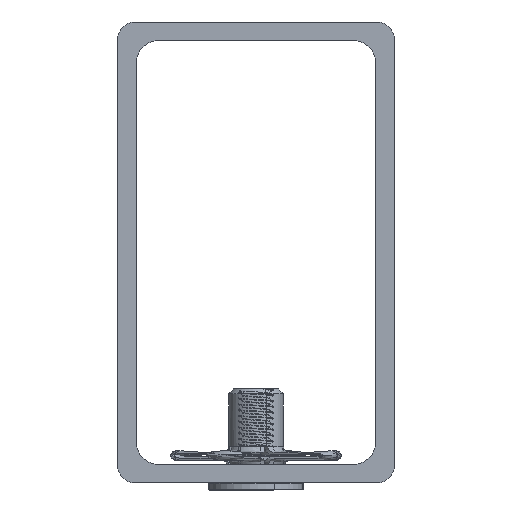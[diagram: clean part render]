
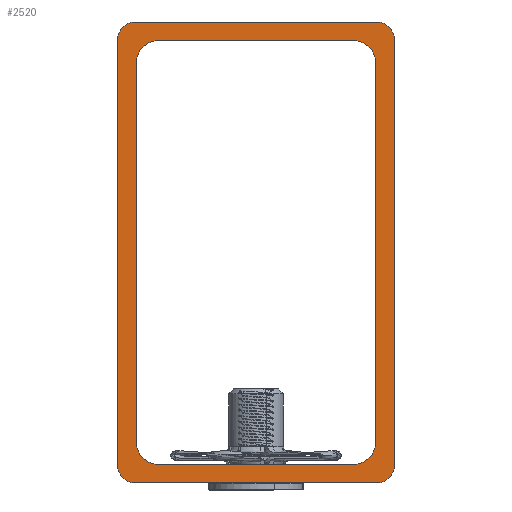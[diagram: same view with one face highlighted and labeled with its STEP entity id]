
A CAD part, left-side view. The second image highlights one B-rep face of the part: STEP entity #2520.
In plain terms, the highlighted planar face has unit normal (-1, 0, 0).
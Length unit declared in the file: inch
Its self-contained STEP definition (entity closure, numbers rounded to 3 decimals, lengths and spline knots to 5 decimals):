
#21 = VERTEX_POINT ( 'NONE', #4196 ) ;
#23 = VERTEX_POINT ( 'NONE', #6997 ) ;
#315 = CARTESIAN_POINT ( 'NONE',  ( -16., 23.9, 0.1 ) ) ;
#318 = LINE ( 'NONE', #11826, #7654 ) ;
#514 = CARTESIAN_POINT ( 'NONE',  ( -16., 22.6, 0.1 ) ) ;
#641 = DIRECTION ( 'NONE',  ( 0., 1., 0. ) ) ;
#756 = ORIENTED_EDGE ( 'NONE', *, *, #7137, .T. ) ;
#942 = VECTOR ( 'NONE', #7788, 39.37008 ) ;
#973 = CARTESIAN_POINT ( 'NONE',  ( -16., 22.594, 2.5 ) ) ;
#992 = AXIS2_PLACEMENT_3D ( 'NONE', #6414, #1783, #10171 ) ;
#1052 = ORIENTED_EDGE ( 'NONE', *, *, #2284, .T. ) ;
#1140 = DIRECTION ( 'NONE',  ( 0., 0., 1. ) ) ;
#1193 = CARTESIAN_POINT ( 'NONE',  ( -16., 22.6, 2.275 ) ) ;
#1275 = CARTESIAN_POINT ( 'NONE',  ( -16., 22.5, 2.5 ) ) ;
#1293 = ORIENTED_EDGE ( 'NONE', *, *, #4758, .T. ) ;
#1304 = VECTOR ( 'NONE', #3529, 39.37008 ) ;
#1760 = DIRECTION ( 'NONE',  ( 0., 0., 1. ) ) ;
#1763 = VERTEX_POINT ( 'NONE', #973 ) ;
#1783 = DIRECTION ( 'NONE',  ( 1., 0., 0. ) ) ;
#1930 = CARTESIAN_POINT ( 'NONE',  ( -16., 23.9, 0.225 ) ) ;
#1935 = VERTEX_POINT ( 'NONE', #3064 ) ;
#2135 = VECTOR ( 'NONE', #1760, 39.37008 ) ;
#2240 = VERTEX_POINT ( 'NONE', #11467 ) ;
#2284 = EDGE_CURVE ( 'NONE', #1763, #21, #6899, .T. ) ;
#2441 = VERTEX_POINT ( 'NONE', #7750 ) ;
#2491 = AXIS2_PLACEMENT_3D ( 'NONE', #3659, #5700, #10309 ) ;
#2520 = ADVANCED_FACE ( 'NONE', ( #5023, #8324 ), #3703, .T. ) ;
#2545 = DIRECTION ( 'NONE',  ( 0., 0., 1. ) ) ;
#2707 = CARTESIAN_POINT ( 'NONE',  ( -16., 22.6, 0.225 ) ) ;
#2832 = ORIENTED_EDGE ( 'NONE', *, *, #7267, .T. ) ;
#2839 = EDGE_CURVE ( 'NONE', #11320, #6646, #10089, .T. ) ;
#3064 = CARTESIAN_POINT ( 'NONE',  ( -16., 23.9, 2.275 ) ) ;
#3335 = VERTEX_POINT ( 'NONE', #2707 ) ;
#3344 = AXIS2_PLACEMENT_3D ( 'NONE', #10720, #6044, #9802 ) ;
#3425 = LINE ( 'NONE', #514, #5397 ) ;
#3461 = DIRECTION ( 'NONE',  ( 0., 0., 1. ) ) ;
#3529 = DIRECTION ( 'NONE',  ( 0., 0., -1. ) ) ;
#3659 = CARTESIAN_POINT ( 'NONE',  ( -16., 22.594, 0.094 ) ) ;
#3703 = PLANE ( 'NONE',  #7405 ) ;
#3746 = ORIENTED_EDGE ( 'NONE', *, *, #10301, .T. ) ;
#3820 = EDGE_CURVE ( 'NONE', #11787, #2441, #6995, .T. ) ;
#3999 = CARTESIAN_POINT ( 'NONE',  ( -16., 23.775, 0.1 ) ) ;
#4196 = CARTESIAN_POINT ( 'NONE',  ( -16., 23.906, 2.5 ) ) ;
#4271 = VERTEX_POINT ( 'NONE', #7809 ) ;
#4405 = VERTEX_POINT ( 'NONE', #1930 ) ;
#4448 = CIRCLE ( 'NONE', #5608, 0.125 ) ;
#4474 = DIRECTION ( 'NONE',  ( -1., 0., 0. ) ) ;
#4526 = CIRCLE ( 'NONE', #8820, 0.125 ) ;
#4727 = DIRECTION ( 'NONE',  ( 0., 0., 1. ) ) ;
#4758 = EDGE_CURVE ( 'NONE', #8487, #4405, #10934, .T. ) ;
#4796 = ORIENTED_EDGE ( 'NONE', *, *, #2839, .T. ) ;
#4933 = CARTESIAN_POINT ( 'NONE',  ( -16., 23.906, 0.094 ) ) ;
#4944 = DIRECTION ( 'NONE',  ( 0., 0., 1. ) ) ;
#5023 = FACE_BOUND ( 'NONE', #11783, .T. ) ;
#5222 = AXIS2_PLACEMENT_3D ( 'NONE', #5847, #5912, #4944 ) ;
#5255 = CARTESIAN_POINT ( 'NONE',  ( -16., 22.594, 0. ) ) ;
#5270 = LINE ( 'NONE', #8142, #1304 ) ;
#5397 = VECTOR ( 'NONE', #641, 39.37008 ) ;
#5404 = CARTESIAN_POINT ( 'NONE',  ( -16., 24., 0.094 ) ) ;
#5425 = CARTESIAN_POINT ( 'NONE',  ( -16., 22.5, 0. ) ) ;
#5441 = LINE ( 'NONE', #11141, #7645 ) ;
#5554 = ORIENTED_EDGE ( 'NONE', *, *, #10538, .T. ) ;
#5608 = AXIS2_PLACEMENT_3D ( 'NONE', #12102, #7309, #4727 ) ;
#5700 = DIRECTION ( 'NONE',  ( -1., 0., 0. ) ) ;
#5847 = CARTESIAN_POINT ( 'NONE',  ( -16., 22.594, 2.406 ) ) ;
#5912 = DIRECTION ( 'NONE',  ( -1., 0., 0. ) ) ;
#5920 = ORIENTED_EDGE ( 'NONE', *, *, #11904, .T. ) ;
#6044 = DIRECTION ( 'NONE',  ( 1., 0., 0. ) ) ;
#6124 = CARTESIAN_POINT ( 'NONE',  ( -16., 23.906, 2.406 ) ) ;
#6285 = ORIENTED_EDGE ( 'NONE', *, *, #11998, .T. ) ;
#6414 = CARTESIAN_POINT ( 'NONE',  ( -16., 23.775, 2.275 ) ) ;
#6475 = ORIENTED_EDGE ( 'NONE', *, *, #3820, .T. ) ;
#6646 = VERTEX_POINT ( 'NONE', #11438 ) ;
#6784 = ORIENTED_EDGE ( 'NONE', *, *, #9325, .T. ) ;
#6899 = LINE ( 'NONE', #1275, #942 ) ;
#6995 = CIRCLE ( 'NONE', #7195, 0.094 ) ;
#6997 = CARTESIAN_POINT ( 'NONE',  ( -16., 22.725, 0.1 ) ) ;
#7137 = EDGE_CURVE ( 'NONE', #1935, #2240, #11759, .T. ) ;
#7195 = AXIS2_PLACEMENT_3D ( 'NONE', #4933, #8782, #1140 ) ;
#7246 = ORIENTED_EDGE ( 'NONE', *, *, #7781, .F. ) ;
#7267 = EDGE_CURVE ( 'NONE', #21, #4271, #8222, .T. ) ;
#7309 = DIRECTION ( 'NONE',  ( 1., 0., 0. ) ) ;
#7394 = ORIENTED_EDGE ( 'NONE', *, *, #9554, .T. ) ;
#7405 = AXIS2_PLACEMENT_3D ( 'NONE', #11953, #4474, #3461 ) ;
#7645 = VECTOR ( 'NONE', #9184, 39.37008 ) ;
#7654 = VECTOR ( 'NONE', #9642, 39.37008 ) ;
#7750 = CARTESIAN_POINT ( 'NONE',  ( -16., 23.906, 0. ) ) ;
#7764 = CIRCLE ( 'NONE', #2491, 0.094 ) ;
#7781 = EDGE_CURVE ( 'NONE', #8814, #2441, #5441, .T. ) ;
#7788 = DIRECTION ( 'NONE',  ( 0., 1., 0. ) ) ;
#7809 = CARTESIAN_POINT ( 'NONE',  ( -16., 24., 2.406 ) ) ;
#8142 = CARTESIAN_POINT ( 'NONE',  ( -16., 22.6, 2.4 ) ) ;
#8222 = CIRCLE ( 'NONE', #9406, 0.094 ) ;
#8228 = VECTOR ( 'NONE', #10618, 39.37008 ) ;
#8266 = EDGE_CURVE ( 'NONE', #11787, #4271, #318, .T. ) ;
#8267 = DIRECTION ( 'NONE',  ( 0., 0., 1. ) ) ;
#8324 = FACE_OUTER_BOUND ( 'NONE', #10593, .T. ) ;
#8487 = VERTEX_POINT ( 'NONE', #3999 ) ;
#8497 = ORIENTED_EDGE ( 'NONE', *, *, #9107, .T. ) ;
#8691 = LINE ( 'NONE', #315, #8228 ) ;
#8782 = DIRECTION ( 'NONE',  ( -1., 0., 0. ) ) ;
#8814 = VERTEX_POINT ( 'NONE', #5255 ) ;
#8820 = AXIS2_PLACEMENT_3D ( 'NONE', #10797, #9195, #8267 ) ;
#9107 = EDGE_CURVE ( 'NONE', #4405, #1935, #8691, .T. ) ;
#9184 = DIRECTION ( 'NONE',  ( 0., 1., 0. ) ) ;
#9195 = DIRECTION ( 'NONE',  ( 1., 0., 0. ) ) ;
#9248 = ORIENTED_EDGE ( 'NONE', *, *, #8266, .F. ) ;
#9325 = EDGE_CURVE ( 'NONE', #3335, #23, #4526, .T. ) ;
#9335 = DIRECTION ( 'NONE',  ( 0., -1., 0. ) ) ;
#9406 = AXIS2_PLACEMENT_3D ( 'NONE', #6124, #11903, #2545 ) ;
#9554 = EDGE_CURVE ( 'NONE', #11631, #3335, #5270, .T. ) ;
#9642 = DIRECTION ( 'NONE',  ( 0., 0., 1. ) ) ;
#9802 = DIRECTION ( 'NONE',  ( 0., 0., 1. ) ) ;
#9854 = VERTEX_POINT ( 'NONE', #11351 ) ;
#10089 = LINE ( 'NONE', #5425, #2135 ) ;
#10171 = DIRECTION ( 'NONE',  ( 0., 0., 1. ) ) ;
#10231 = EDGE_CURVE ( 'NONE', #9854, #11631, #4448, .T. ) ;
#10301 = EDGE_CURVE ( 'NONE', #2240, #9854, #11100, .T. ) ;
#10309 = DIRECTION ( 'NONE',  ( 0., 0., 1. ) ) ;
#10314 = CARTESIAN_POINT ( 'NONE',  ( -16., 23.9, 2.4 ) ) ;
#10538 = EDGE_CURVE ( 'NONE', #6646, #1763, #12101, .T. ) ;
#10593 = EDGE_LOOP ( 'NONE', ( #7246, #6285, #4796, #5554, #1052, #2832, #9248, #6475 ) ) ;
#10618 = DIRECTION ( 'NONE',  ( 0., 0., 1. ) ) ;
#10720 = CARTESIAN_POINT ( 'NONE',  ( -16., 23.775, 0.225 ) ) ;
#10797 = CARTESIAN_POINT ( 'NONE',  ( -16., 22.725, 0.225 ) ) ;
#10934 = CIRCLE ( 'NONE', #3344, 0.125 ) ;
#11100 = LINE ( 'NONE', #10314, #11881 ) ;
#11141 = CARTESIAN_POINT ( 'NONE',  ( -16., 22.5, 0. ) ) ;
#11320 = VERTEX_POINT ( 'NONE', #11350 ) ;
#11350 = CARTESIAN_POINT ( 'NONE',  ( -16., 22.5, 0.094 ) ) ;
#11351 = CARTESIAN_POINT ( 'NONE',  ( -16., 22.725, 2.4 ) ) ;
#11438 = CARTESIAN_POINT ( 'NONE',  ( -16., 22.5, 2.406 ) ) ;
#11467 = CARTESIAN_POINT ( 'NONE',  ( -16., 23.775, 2.4 ) ) ;
#11631 = VERTEX_POINT ( 'NONE', #1193 ) ;
#11665 = ORIENTED_EDGE ( 'NONE', *, *, #10231, .T. ) ;
#11759 = CIRCLE ( 'NONE', #992, 0.125 ) ;
#11783 = EDGE_LOOP ( 'NONE', ( #5920, #1293, #8497, #756, #3746, #11665, #7394, #6784 ) ) ;
#11787 = VERTEX_POINT ( 'NONE', #5404 ) ;
#11826 = CARTESIAN_POINT ( 'NONE',  ( -16., 24., 0. ) ) ;
#11881 = VECTOR ( 'NONE', #9335, 39.37008 ) ;
#11903 = DIRECTION ( 'NONE',  ( -1., 0., 0. ) ) ;
#11904 = EDGE_CURVE ( 'NONE', #23, #8487, #3425, .T. ) ;
#11953 = CARTESIAN_POINT ( 'NONE',  ( -16., 22.5, 0. ) ) ;
#11998 = EDGE_CURVE ( 'NONE', #8814, #11320, #7764, .T. ) ;
#12101 = CIRCLE ( 'NONE', #5222, 0.094 ) ;
#12102 = CARTESIAN_POINT ( 'NONE',  ( -16., 22.725, 2.275 ) ) ;
